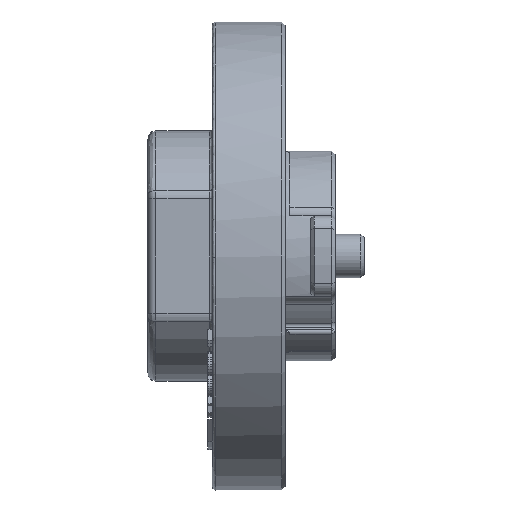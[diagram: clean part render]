
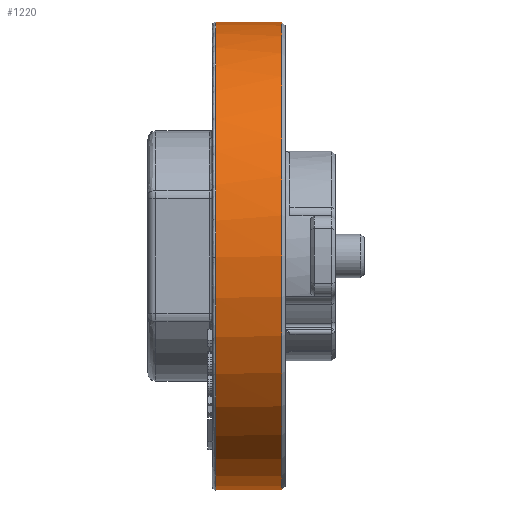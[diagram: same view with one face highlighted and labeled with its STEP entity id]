
A CAD part, left-side view. The second image highlights one B-rep face of the part: STEP entity #1220.
In plain terms, the highlighted cylindrical face has radius 14.5 mm (diameter 29 mm), a partial arc.
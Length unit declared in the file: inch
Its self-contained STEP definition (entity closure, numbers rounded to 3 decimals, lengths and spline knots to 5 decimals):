
#44 = LINE ( 'NONE', #3804, #13279 ) ;
#98 = DIRECTION ( 'NONE',  ( 0., 0., -1. ) ) ;
#148 = VERTEX_POINT ( 'NONE', #3445 ) ;
#296 = EDGE_CURVE ( 'NONE', #7933, #5003, #5959, .T. ) ;
#485 = VERTEX_POINT ( 'NONE', #1510 ) ;
#822 = VECTOR ( 'NONE', #13156, 39.37008 ) ;
#1194 = CARTESIAN_POINT ( 'NONE',  ( 0., 0.01969, -0.57087 ) ) ;
#1220 = ADVANCED_FACE ( 'NONE', ( #9232 ), #14324, .T. ) ;
#1510 = CARTESIAN_POINT ( 'NONE',  ( 0., 0.1811, -0.57087 ) ) ;
#1678 = VERTEX_POINT ( 'NONE', #12063 ) ;
#2039 = AXIS2_PLACEMENT_3D ( 'NONE', #12906, #6737, #6562 ) ;
#2096 = ORIENTED_EDGE ( 'NONE', *, *, #14999, .F. ) ;
#2110 = DIRECTION ( 'NONE',  ( 0., 1., 0. ) ) ;
#3445 = CARTESIAN_POINT ( 'NONE',  ( -0.57085, 0.1811, -0.00372 ) ) ;
#3703 = CARTESIAN_POINT ( 'NONE',  ( 0., 0.01969, 0.57087 ) ) ;
#3804 = CARTESIAN_POINT ( 'NONE',  ( 0., 0.36378, 0.57087 ) ) ;
#4321 = CARTESIAN_POINT ( 'NONE',  ( 0., 0.36378, -0.57087 ) ) ;
#5003 = VERTEX_POINT ( 'NONE', #3703 ) ;
#5616 = EDGE_LOOP ( 'NONE', ( #9382, #2096, #10472, #15566, #13966 ) ) ;
#5959 = CIRCLE ( 'NONE', #15279, 0.57087 ) ;
#6225 = DIRECTION ( 'NONE',  ( 0., -1., 0. ) ) ;
#6425 = EDGE_CURVE ( 'NONE', #1678, #5003, #44, .T. ) ;
#6562 = DIRECTION ( 'NONE',  ( 0., 0., -1. ) ) ;
#6737 = DIRECTION ( 'NONE',  ( 0., -1., 0. ) ) ;
#6925 = CIRCLE ( 'NONE', #13585, 0.57087 ) ;
#7698 = CARTESIAN_POINT ( 'NONE',  ( 0., 0.01969, 0. ) ) ;
#7933 = VERTEX_POINT ( 'NONE', #1194 ) ;
#8832 = DIRECTION ( 'NONE',  ( 1., 0., 0.007 ) ) ;
#8932 = DIRECTION ( 'NONE',  ( 0., 1., 0. ) ) ;
#9232 = FACE_OUTER_BOUND ( 'NONE', #5616, .T. ) ;
#9382 = ORIENTED_EDGE ( 'NONE', *, *, #6425, .F. ) ;
#10084 = CARTESIAN_POINT ( 'NONE',  ( 0., 0.1811, 0. ) ) ;
#10429 = CIRCLE ( 'NONE', #15766, 0.57087 ) ;
#10472 = ORIENTED_EDGE ( 'NONE', *, *, #11459, .F. ) ;
#10720 = CARTESIAN_POINT ( 'NONE',  ( 0., 0.1811, 0. ) ) ;
#11459 = EDGE_CURVE ( 'NONE', #485, #148, #6925, .T. ) ;
#11895 = LINE ( 'NONE', #4321, #822 ) ;
#12063 = CARTESIAN_POINT ( 'NONE',  ( 0., 0.1811, 0.57087 ) ) ;
#12906 = CARTESIAN_POINT ( 'NONE',  ( 0., 0.36378, 0. ) ) ;
#13156 = DIRECTION ( 'NONE',  ( 0., -1., 0. ) ) ;
#13279 = VECTOR ( 'NONE', #6225, 39.37008 ) ;
#13585 = AXIS2_PLACEMENT_3D ( 'NONE', #10084, #16502, #8832 ) ;
#13966 = ORIENTED_EDGE ( 'NONE', *, *, #296, .T. ) ;
#14324 = CYLINDRICAL_SURFACE ( 'NONE', #2039, 0.57087 ) ;
#14677 = EDGE_CURVE ( 'NONE', #485, #7933, #11895, .T. ) ;
#14717 = DIRECTION ( 'NONE',  ( 1., 0., 0.007 ) ) ;
#14999 = EDGE_CURVE ( 'NONE', #148, #1678, #10429, .T. ) ;
#15279 = AXIS2_PLACEMENT_3D ( 'NONE', #7698, #8932, #98 ) ;
#15566 = ORIENTED_EDGE ( 'NONE', *, *, #14677, .T. ) ;
#15766 = AXIS2_PLACEMENT_3D ( 'NONE', #10720, #2110, #14717 ) ;
#16502 = DIRECTION ( 'NONE',  ( 0., 1., 0. ) ) ;
